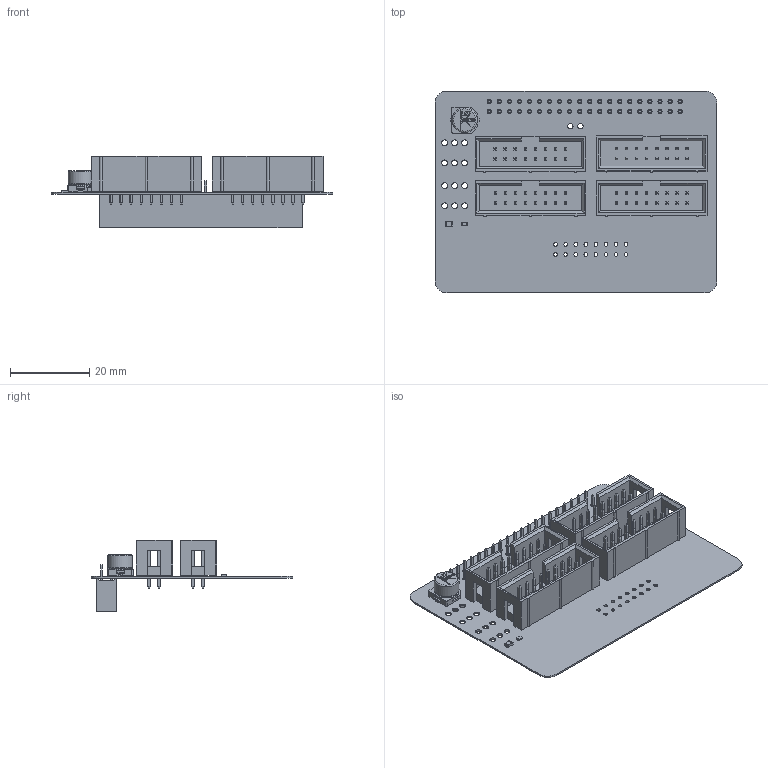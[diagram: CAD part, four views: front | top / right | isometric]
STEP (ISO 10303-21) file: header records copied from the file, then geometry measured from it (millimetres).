
FILE_DESCRIPTION(('Open CASCADE Model'),'2;1');
FILE_NAME('Open CASCADE Shape Model','2025-02-25T15:18:56',('Author'),( 'Open CASCADE'),'Open CASCADE STEP processor 7.5','Open CASCADE 7.5' ,'Unknown');
FILE_SCHEMA(('AUTOMOTIVE_DESIGN { 1 0 10303 214 1 1 1 1 }'));
Length unit declared in the file: millimetre
Products named in the file (22): PCB; Board; Open CASCADE STEP translator 7.5 1.1.1; C1; 6.3x5.5x2.2; capicitor_6.3x5.5x2.2; Base_Φ6_3Capacitor; R1; 6773513744; P4; 61201621621; 6120xx21621_PIN; P3; P2; P1; J1; 6773514224; 2 row tin body_20; 2 row tin pins; D1; SML-D10_RGB32768
Assembly tree (58 placements, depth 4):
  PCB
    Board
      Open CASCADE STEP translator 7.5 1.1.1
    C1
      6.3x5.5x2.2
        capicitor_6.3x5.5x2.2
        Base_Φ6_3Capacitor
    R1
      6773513744
    P4
      61201621621
        6120xx21621_PIN  x16
        61201621621
    P3
      61201621621
        6120xx21621_PIN  x16
        61201621621
    P2
      61201621621
        6120xx21621_PIN  x16
        61201621621
    P1
      61201621621
        6120xx21621_PIN  x16
        61201621621
    J1
      6773514224
        2 row tin body_20
        2 row tin pins  x20
    D1
      SML-D10_RGB32768
Bounding box: 71.29 x 51.03 x 18.05 mm (x, y, z)
Volume: 8000.8 mm3; surface area: 18933.1 mm2
Topology: 162 solids, 162 shells, 3302 faces, 7903 edges, 4955 vertices
Faces by surface type: plane 2807, cylinder 472, extrusion 16, torus 7
Full cylindrical faces by diameter (mm): 0.787 x1, 0.85 x24, 0.9 x2, 0.913 x1, 0.95 x16, 1 x4, 1.07 x40, 1.1 x64, 1.35 x2, 1.474 x12, 1.544 x1, 1.669 x1, 3.812 x1, 3.938 x1, 4.41 x1, 6.15 x1, 6.3 x1
Entity records: 38554 total; most frequent: CARTESIAN_POINT 6892, ORIENTED_EDGE 5756, DIRECTION 5485, EDGE_CURVE 2878, VECTOR 2257, LINE 2241, VERTEX_POINT 1839, AXIS2_PLACEMENT_3D 1614
